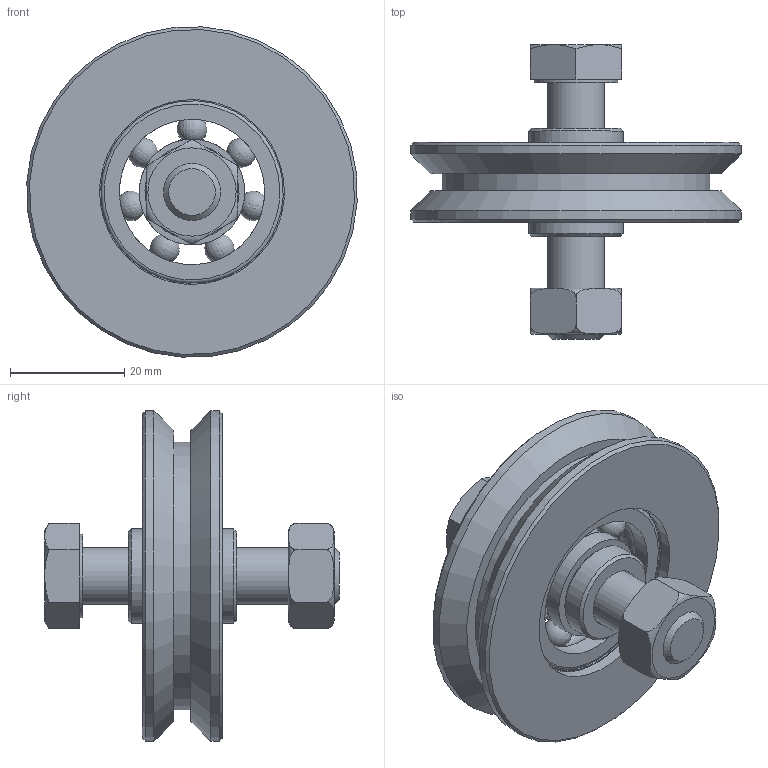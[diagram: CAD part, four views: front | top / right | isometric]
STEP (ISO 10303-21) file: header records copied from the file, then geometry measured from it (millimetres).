
FILE_DESCRIPTION(/* description */ (''),/* implementation_level */ '2;1');
FILE_NAME(/* name */ '20061V10.stp',/* time_stamp */ '2021-11-05T16:59:15+01:00',/* author */ ('Lionel'),/* organization */ (''),/* preprocessor_version */ 'ST-DEVELOPER v18.1',/* originating_system */ 'Autodesk Inventor 2021',/* authorisation */ '');
FILE_SCHEMA (('AUTOMOTIVE_DESIGN { 1 0 10303 214 3 1 1 }'));
Length unit declared in the file: millimetre
Products named in the file (6): 20061V10; 19783; Roulement 6201- 12x32x10; 19757; 04683; 06011
Assembly tree (6 placements, depth 2):
  20061V10
    19783
    Roulement 6201- 12x32x10
    19757  x2
    04683
    06011
Bounding box: 57.88 x 51.63 x 57.88 mm (x, y, z)
Volume: 33501.1 mm3; surface area: 18126.4 mm2
Topology: 14 solids, 14 shells, 102 faces, 222 edges, 143 vertices
Faces by surface type: plane 35, cylinder 21, torus 20, cone 19, sphere 7
Full cylindrical faces by diameter (mm): 8.376 x1, 10 x1, 10.5 x2, 12 x3, 14.6 x1, 16.5 x2, 18.52 x2, 25.48 x2, 28 x1, 32 x2, 32.4 x1, 47 x1, 58 x2
Entity records: 3260 total; most frequent: CARTESIAN_POINT 762, DIRECTION 526, ORIENTED_EDGE 414, AXIS2_PLACEMENT_3D 240, EDGE_CURVE 207, VERTEX_POINT 162, CIRCLE 135, EDGE_LOOP 125
